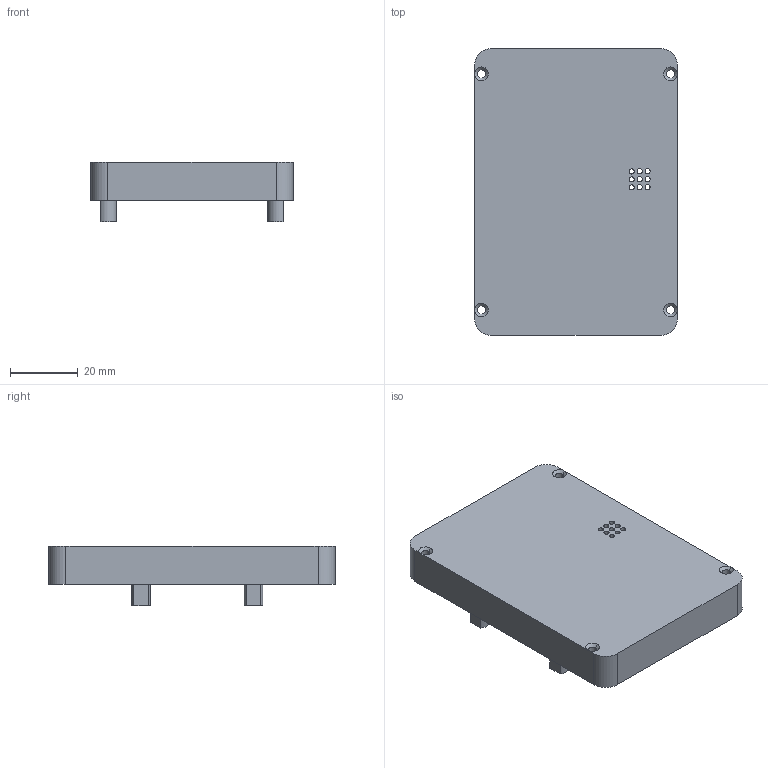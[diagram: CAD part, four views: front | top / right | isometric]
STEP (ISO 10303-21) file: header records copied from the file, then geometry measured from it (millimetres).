
FILE_DESCRIPTION (( 'STEP AP203' ), '1' );
FILE_NAME ('奻裔10-12.STEP', '2024-10-12T04:23:28', ( '' ), ( '' ), 'SwSTEP 2.0', 'SolidWorks 2019', '' );
FILE_SCHEMA (( 'CONFIG_CONTROL_DESIGN' ));
Length unit declared in the file: millimetre
Products named in the file (1): 奻裔10-12
Bounding box: 59.7 x 84.5 x 17.4 mm (x, y, z)
Volume: 14614.6 mm3; surface area: 16485 mm2
Topology: 1 solids, 1 shells, 183 faces, 479 edges, 286 vertices
Faces by surface type: cylinder 97, plane 50, torus 20, cone 8, sphere 8
Entity records: 5674 total; most frequent: DIRECTION 1023, CARTESIAN_POINT 1001, ORIENTED_EDGE 942, EDGE_CURVE 471, AXIS2_PLACEMENT_3D 388, VERTEX_POINT 286, LINE 247, VECTOR 247
